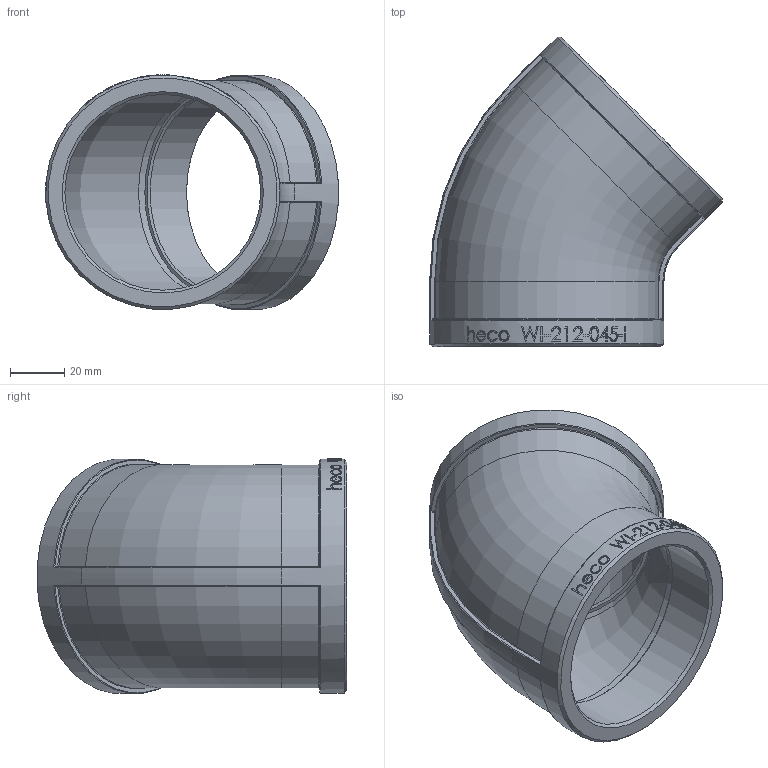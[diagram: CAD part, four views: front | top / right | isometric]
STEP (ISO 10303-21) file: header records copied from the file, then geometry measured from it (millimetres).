
FILE_DESCRIPTION (( 'STEP AP214' ), '1' );
FILE_NAME ('heco_WI-212-045-I.STEP', '2015-11-02T14:01:28', ( 'test' ), ( '' ), 'SwSTEP 2.0', 'SolidWorks 2011', '' );
FILE_SCHEMA (( 'AUTOMOTIVE_DESIGN' ));
Length unit declared in the file: millimetre
Products named in the file (1): heco_WI-212-045-I
Bounding box: 108.03 x 114.28 x 86.47 mm (x, y, z)
Volume: 107858.6 mm3; surface area: 52892.2 mm2
Topology: 1 solids, 1 shells, 258 faces, 639 edges, 405 vertices
Faces by surface type: bspline 92, plane 77, cylinder 54, torus 21, sphere 8, cone 6
Full cylindrical faces by diameter (mm): 72.226 x2, 76.1 x2, 86.5 x2
Entity records: 23419 total; most frequent: CARTESIAN_POINT 15246, ORIENTED_EDGE 1244, DIRECTION 822, EDGE_CURVE 622, VERTEX_POINT 400, AXIS2_PLACEMENT_3D 339, B_SPLINE_CURVE_WITH_KNOTS 306, EDGE_LOOP 294
